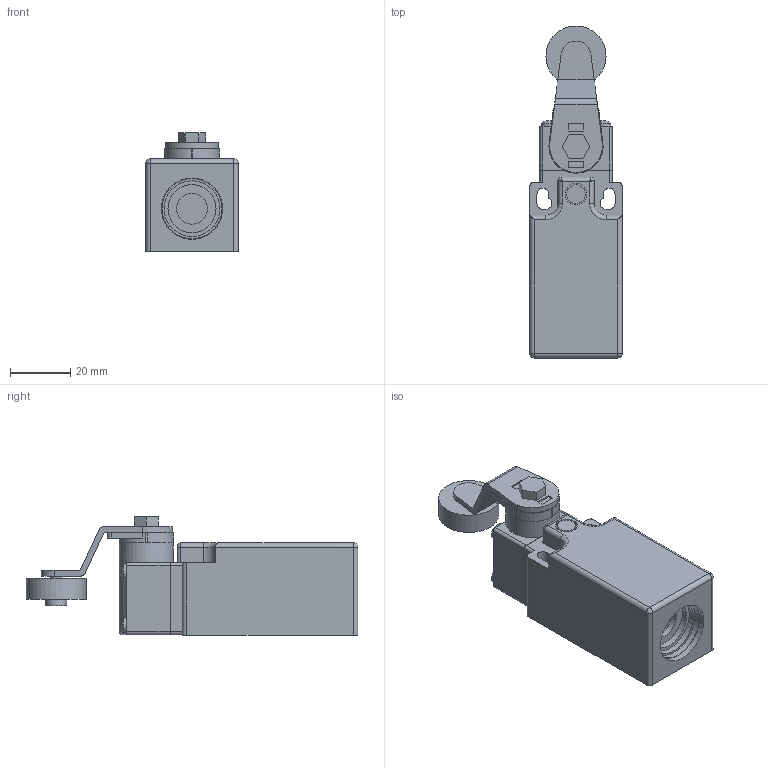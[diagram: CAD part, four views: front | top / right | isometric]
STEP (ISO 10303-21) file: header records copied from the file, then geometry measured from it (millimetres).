
FILE_DESCRIPTION(/* description */ ('STEP AP203'),/* implementation_level */ '2;1');
FILE_NAME(/* name */ 'IPI1651.stp',/* time_stamp */ '2022-07-11T16:21:45+02:00',/* author */ ('stefan.nesic'),/* organization */ (''),/* preprocessor_version */ 'ST-DEVELOPER v18.1',/* originating_system */ 'Autodesk Inventor 2021',/* authorisation */ '');
FILE_SCHEMA (('AUTOMOTIVE_DESIGN { 1 0 10303 214 3 1 1 }'));
Length unit declared in the file: millimetre
Products named in the file (1): IPI1651
Bounding box: 30.8 x 110.5 x 39.5 mm (x, y, z)
Volume: 68290.5 mm3; surface area: 19191.3 mm2
Topology: 5 solids, 5 shells, 457 faces, 1259 edges, 830 vertices
Faces by surface type: plane 243, cylinder 203, sphere 6, torus 3, bspline 2
Full cylindrical faces by diameter (mm): 3.9 x1, 4 x4, 5.3 x4, 6.2 x1, 7 x1, 7.2 x1, 10.3 x1, 16 x1, 18 x2, 18.6 x1, 20 x2, 20.4 x1
Entity records: 14961 total; most frequent: CARTESIAN_POINT 2877, DIRECTION 2576, ORIENTED_EDGE 2510, EDGE_CURVE 1255, AXIS2_PLACEMENT_3D 871, LINE 834, VECTOR 834, VERTEX_POINT 830
